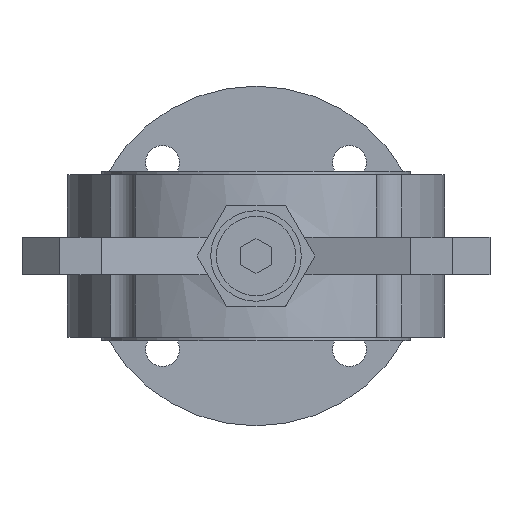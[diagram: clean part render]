
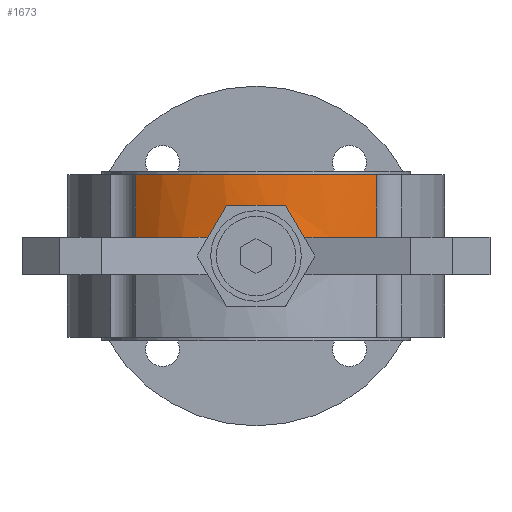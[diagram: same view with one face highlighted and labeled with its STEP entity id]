
A CAD part, front view. The second image highlights one B-rep face of the part: STEP entity #1673.
In plain terms, the highlighted cylindrical face has radius 50 mm (diameter 100 mm), a partial arc.
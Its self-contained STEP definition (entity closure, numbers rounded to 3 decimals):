
#46 = DIRECTION ( 'NONE',  ( -1., 0., 0. ) ) ;
#198 = EDGE_LOOP ( 'NONE', ( #10571, #9448, #5553, #8908, #18710, #24585, #19311, #22296 ) ) ;
#292 = DIRECTION ( 'NONE',  ( 0., 0., 1. ) ) ;
#321 = VECTOR ( 'NONE', #19551, 1000. ) ;
#878 = CARTESIAN_POINT ( 'NONE',  ( -7.794, -49.389, 13.5 ) ) ;
#1673 = ADVANCED_FACE ( 'NONE', ( #8463 ), #13758, .T. ) ;
#1839 = EDGE_CURVE ( 'NONE', #6516, #9524, #10930, .T. ) ;
#2606 = DIRECTION ( 'NONE',  ( 0., 0., 1. ) ) ;
#3010 = CIRCLE ( 'NONE', #17995, 50. ) ;
#3572 = VERTEX_POINT ( 'NONE', #13802 ) ;
#3713 = VERTEX_POINT ( 'NONE', #19060 ) ;
#4358 = CIRCLE ( 'NONE', #8131, 50. ) ;
#4894 = DIRECTION ( 'NONE',  ( 1., 0., 0. ) ) ;
#5030 = CARTESIAN_POINT ( 'NONE',  ( -12.702, -48.36, 5. ) ) ;
#5553 = ORIENTED_EDGE ( 'NONE', *, *, #1839, .T. ) ;
#6495 = DIRECTION ( 'NONE',  ( 1., 0., 0. ) ) ;
#6516 = VERTEX_POINT ( 'NONE', #6889 ) ;
#6889 = CARTESIAN_POINT ( 'NONE',  ( -31.902, -38.5, 5. ) ) ;
#7877 = EDGE_CURVE ( 'NONE', #19487, #15277, #24286, .T. ) ;
#7883 = CARTESIAN_POINT ( 'NONE',  ( 9.447, -49.128, 10.638 ) ) ;
#8131 = AXIS2_PLACEMENT_3D ( 'NONE', #24393, #12778, #6495 ) ;
#8463 = FACE_OUTER_BOUND ( 'NONE', #198, .T. ) ;
#8544 = VECTOR ( 'NONE', #13491, 1000. ) ;
#8693 = CARTESIAN_POINT ( 'NONE',  ( 0., 0., 21.5 ) ) ;
#8841 = CARTESIAN_POINT ( 'NONE',  ( -9.447, -49.128, 10.638 ) ) ;
#8908 = ORIENTED_EDGE ( 'NONE', *, *, #14851, .T. ) ;
#9350 = CARTESIAN_POINT ( 'NONE',  ( -7.794, -49.389, 13.5 ) ) ;
#9448 = ORIENTED_EDGE ( 'NONE', *, *, #22996, .T. ) ;
#9524 = VERTEX_POINT ( 'NONE', #5030 ) ;
#10051 = CARTESIAN_POINT ( 'NONE',  ( 7.794, -49.389, 13.5 ) ) ;
#10571 = ORIENTED_EDGE ( 'NONE', *, *, #21201, .F. ) ;
#10930 = CIRCLE ( 'NONE', #14768, 50. ) ;
#11406 =( BOUNDED_CURVE ( )  B_SPLINE_CURVE ( 3, ( #10051, #7883, #19766, #13887 ),
 .UNSPECIFIED., .F., .T. ) 
 B_SPLINE_CURVE_WITH_KNOTS ( ( 4, 4 ),
 ( 1.727, 1.828 ),
 .UNSPECIFIED. ) 
 CURVE ( )  GEOMETRIC_REPRESENTATION_ITEM ( )  RATIONAL_B_SPLINE_CURVE ( ( 1., 0.999, 0.999, 1. ) ) 
 REPRESENTATION_ITEM ( '' )  );
#12043 = VERTEX_POINT ( 'NONE', #22236 ) ;
#12055 = EDGE_CURVE ( 'NONE', #25344, #3572, #23665, .T. ) ;
#12277 = LINE ( 'NONE', #21291, #8544 ) ;
#12579 = CARTESIAN_POINT ( 'NONE',  ( -12.702, -48.36, 5. ) ) ;
#12778 = DIRECTION ( 'NONE',  ( 0., 0., 1. ) ) ;
#13491 = DIRECTION ( 'NONE',  ( 0., 0., -1. ) ) ;
#13758 = CYLINDRICAL_SURFACE ( 'NONE', #22400, 50. ) ;
#13802 = CARTESIAN_POINT ( 'NONE',  ( 7.794, -49.389, 13.5 ) ) ;
#13887 = CARTESIAN_POINT ( 'NONE',  ( 12.702, -48.36, 5. ) ) ;
#14768 = AXIS2_PLACEMENT_3D ( 'NONE', #24908, #23013, #4894 ) ;
#14851 = EDGE_CURVE ( 'NONE', #9524, #25344, #15459, .T. ) ;
#15121 = CARTESIAN_POINT ( 'NONE',  ( 0., 0., 115.101 ) ) ;
#15277 = VERTEX_POINT ( 'NONE', #22930 ) ;
#15416 = CARTESIAN_POINT ( 'NONE',  ( 31.902, -38.5, 0. ) ) ;
#15452 = DIRECTION ( 'NONE',  ( 1., 0., 0. ) ) ;
#15459 =( BOUNDED_CURVE ( )  B_SPLINE_CURVE ( 3, ( #12579, #16645, #8841, #878 ),
 .UNSPECIFIED., .F., .T. ) 
 B_SPLINE_CURVE_WITH_KNOTS ( ( 4, 4 ),
 ( 4.456, 4.556 ),
 .UNSPECIFIED. ) 
 CURVE ( )  GEOMETRIC_REPRESENTATION_ITEM ( )  RATIONAL_B_SPLINE_CURVE ( ( 1., 0.999, 0.999, 1. ) ) 
 REPRESENTATION_ITEM ( '' )  );
#15990 = CARTESIAN_POINT ( 'NONE',  ( 0., 0., 13.5 ) ) ;
#16594 = DIRECTION ( 'NONE',  ( 1., 0., 0. ) ) ;
#16645 = CARTESIAN_POINT ( 'NONE',  ( -11.084, -48.785, 7.802 ) ) ;
#16791 = AXIS2_PLACEMENT_3D ( 'NONE', #15990, #292, #46 ) ;
#17070 = EDGE_CURVE ( 'NONE', #12043, #19487, #4358, .T. ) ;
#17995 = AXIS2_PLACEMENT_3D ( 'NONE', #8693, #2606, #16594 ) ;
#18710 = ORIENTED_EDGE ( 'NONE', *, *, #12055, .T. ) ;
#18752 = CARTESIAN_POINT ( 'NONE',  ( 31.902, -38.5, 5. ) ) ;
#19060 = CARTESIAN_POINT ( 'NONE',  ( -31.902, -38.5, 21.5 ) ) ;
#19311 = ORIENTED_EDGE ( 'NONE', *, *, #17070, .T. ) ;
#19487 = VERTEX_POINT ( 'NONE', #18752 ) ;
#19551 = DIRECTION ( 'NONE',  ( 0., 0., 1. ) ) ;
#19766 = CARTESIAN_POINT ( 'NONE',  ( 11.084, -48.785, 7.802 ) ) ;
#21201 = EDGE_CURVE ( 'NONE', #3713, #15277, #3010, .T. ) ;
#21291 = CARTESIAN_POINT ( 'NONE',  ( -31.902, -38.5, 0. ) ) ;
#22236 = CARTESIAN_POINT ( 'NONE',  ( 12.702, -48.36, 5. ) ) ;
#22296 = ORIENTED_EDGE ( 'NONE', *, *, #7877, .T. ) ;
#22400 = AXIS2_PLACEMENT_3D ( 'NONE', #15121, #25507, #15452 ) ;
#22930 = CARTESIAN_POINT ( 'NONE',  ( 31.902, -38.5, 21.5 ) ) ;
#22996 = EDGE_CURVE ( 'NONE', #3713, #6516, #12277, .T. ) ;
#23013 = DIRECTION ( 'NONE',  ( 0., 0., 1. ) ) ;
#23665 = CIRCLE ( 'NONE', #16791, 50. ) ;
#24286 = LINE ( 'NONE', #15416, #321 ) ;
#24393 = CARTESIAN_POINT ( 'NONE',  ( 0., 0., 5. ) ) ;
#24585 = ORIENTED_EDGE ( 'NONE', *, *, #24969, .T. ) ;
#24908 = CARTESIAN_POINT ( 'NONE',  ( 0., 0., 5. ) ) ;
#24969 = EDGE_CURVE ( 'NONE', #3572, #12043, #11406, .T. ) ;
#25344 = VERTEX_POINT ( 'NONE', #9350 ) ;
#25507 = DIRECTION ( 'NONE',  ( 0., 0., 1. ) ) ;
